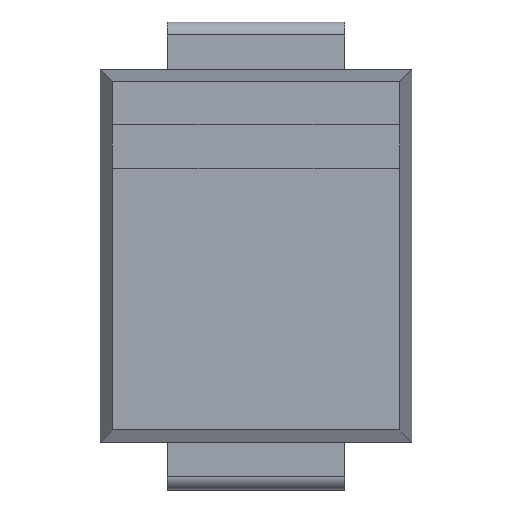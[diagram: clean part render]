
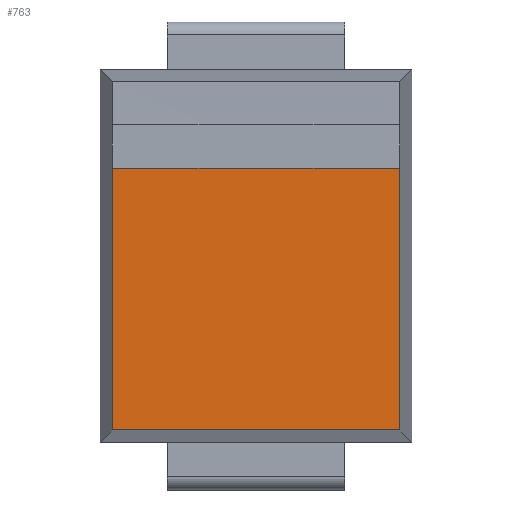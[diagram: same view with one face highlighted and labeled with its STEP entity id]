
A CAD part, top view. The second image highlights one B-rep face of the part: STEP entity #763.
In plain terms, the highlighted planar face has unit normal (0, 0, 1).
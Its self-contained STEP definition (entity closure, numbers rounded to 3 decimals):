
#18=CIRCLE('',#817,734.349);
#30=FACE_OUTER_BOUND('',#70,.T.);
#70=EDGE_LOOP('',(#494,#495,#496,#497));
#114=LINE('',#1089,#214);
#115=LINE('',#1090,#215);
#116=LINE('',#1091,#216);
#214=VECTOR('',#883,1000.);
#215=VECTOR('',#884,1000.);
#216=VECTOR('',#885,1000.);
#312=VERTEX_POINT('',#1078);
#313=VERTEX_POINT('',#1079);
#316=VERTEX_POINT('',#1087);
#317=VERTEX_POINT('',#1088);
#380=EDGE_CURVE('',#312,#313,#18,.T.);
#384=EDGE_CURVE('',#316,#317,#114,.T.);
#385=EDGE_CURVE('',#312,#316,#115,.T.);
#386=EDGE_CURVE('',#317,#313,#116,.T.);
#494=ORIENTED_EDGE('',*,*,#384,.F.);
#495=ORIENTED_EDGE('',*,*,#385,.F.);
#496=ORIENTED_EDGE('',*,*,#380,.T.);
#497=ORIENTED_EDGE('',*,*,#386,.F.);
#708=PLANE('',#819);
#763=ADVANCED_FACE('',(#30),#708,.T.);
#817=AXIS2_PLACEMENT_3D('',#1080,#875,#876);
#819=AXIS2_PLACEMENT_3D('',#1086,#881,#882);
#875=DIRECTION('center_axis',(0.,1.,0.));
#876=DIRECTION('ref_axis',(-0.002,0.,-1.));
#881=DIRECTION('center_axis',(0.,0.,1.));
#882=DIRECTION('ref_axis',(1.,0.,0.));
#883=DIRECTION('',(-1.,0.,0.));
#884=DIRECTION('',(0.,-1.,0.));
#885=DIRECTION('',(0.,1.,0.));
#1078=CARTESIAN_POINT('',(1.659,1.011,1.002));
#1079=CARTESIAN_POINT('',(-1.659,1.011,1.002));
#1080=CARTESIAN_POINT('Origin',(0.,1.011,
735.349));
#1086=CARTESIAN_POINT('Origin',(0.,0.,1.));
#1087=CARTESIAN_POINT('',(1.659,-2.011,1.));
#1088=CARTESIAN_POINT('',(-1.659,-2.011,1.));
#1089=CARTESIAN_POINT('',(0.,-2.011,1.));
#1090=CARTESIAN_POINT('',(1.659,0.,1.));
#1091=CARTESIAN_POINT('',(-1.659,0.,1.));
